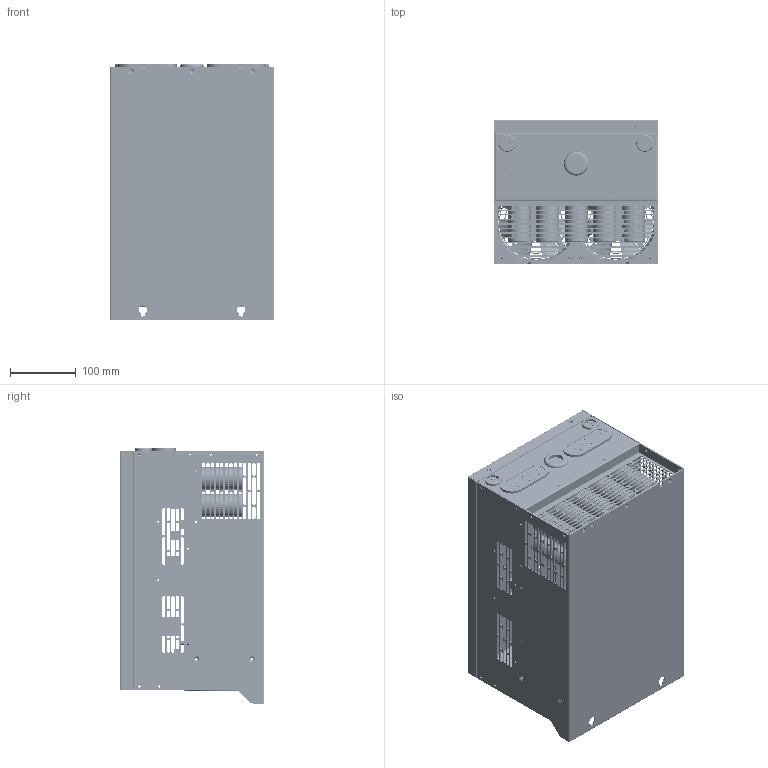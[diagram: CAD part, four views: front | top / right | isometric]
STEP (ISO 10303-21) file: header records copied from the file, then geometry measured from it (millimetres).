
FILE_DESCRIPTION((''),'2;1');
FILE_NAME('SD600-4T-37KW','2021-05-06T',('ranqinwen'),(''),'CREO PARAMETRIC BY PTC INC, 2016260','CREO PARAMETRIC BY PTC INC, 2016260','');
FILE_SCHEMA(('AUTOMOTIVE_DESIGN { 1 0 10303 214 1 1 1 1 }'));
Products named in the file (1): SD600-4T-37KW
Bounding box: 250 x 220 x 391.5 mm (x, y, z)
Surface area: 1610295.3 mm2 (no closed solid volume)
Topology: 0 solids, 71 shells, 5684 faces, 15378 edges, 10120 vertices
Faces by surface type: plane 3854, cylinder 1380, cone 238, torus 136, bspline 76
Entity records: 259119 total; most frequent: CARTESIAN_POINT 35464, ORIENTED_EDGE 30724, DIRECTION 30218, PRESENTATION_STYLE_ASSIGNMENT 19529, STYLED_ITEM 15433, CURVE_STYLE 15362, EDGE_CURVE 15362, VECTOR 11426
